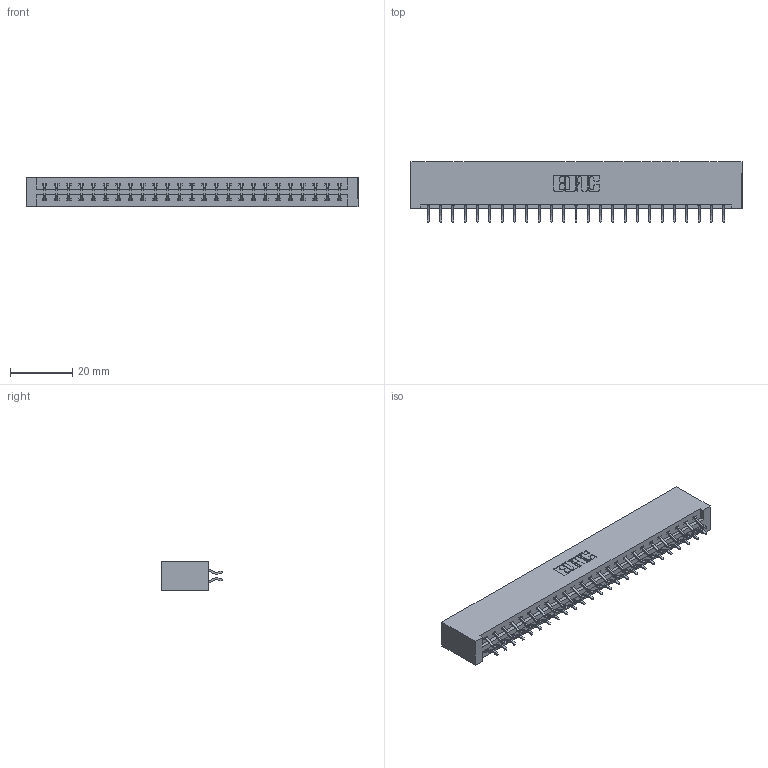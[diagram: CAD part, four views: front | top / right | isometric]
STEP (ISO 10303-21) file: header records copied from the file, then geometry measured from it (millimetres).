
FILE_DESCRIPTION (( 'STEP AP203' ), '1' );
FILE_NAME ('337-050-556-201.STEP', '2018-08-09T21:28:46', ( '' ), ( '' ), 'SwSTEP 2.0', 'SolidWorks 2016', '' );
FILE_SCHEMA (( 'CONFIG_CONTROL_DESIGN' ));
Length unit declared in the file: inch
Products named in the file (3): 337 Part_No Mounting Lugs; 345-292-001_556 Tail; 337-050-556-201
Assembly tree (51 placements, depth 2):
  337-050-556-201
    337 Part_No Mounting Lugs
    345-292-001_556 Tail  x50
Bounding box: 106.93 x 19.57 x 9.4 mm (x, y, z)
Volume: 11802 mm3; surface area: 13180.4 mm2
Topology: 51 solids, 51 shells, 3106 faces, 9237 edges, 6090 vertices
Faces by surface type: plane 2166, cylinder 940
Entity records: 21525 total; most frequent: CARTESIAN_POINT 3654, ORIENTED_EDGE 3578, DIRECTION 3121, EDGE_CURVE 1789, LINE 1661, VECTOR 1661, VERTEX_POINT 1190, AXIS2_PLACEMENT_3D 730
